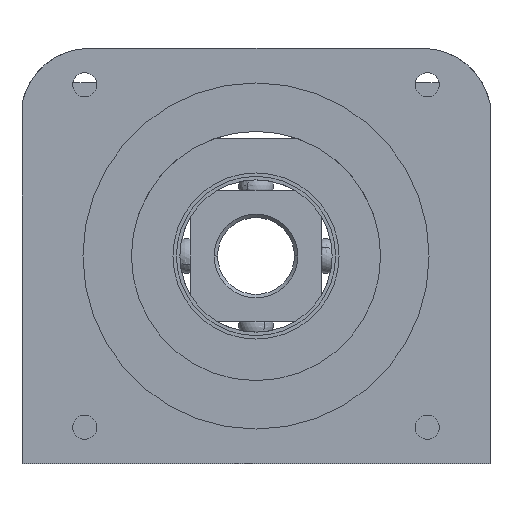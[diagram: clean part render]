
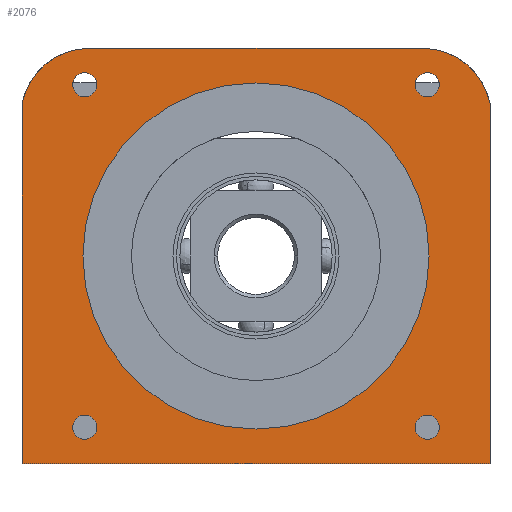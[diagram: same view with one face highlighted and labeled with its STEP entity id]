
A CAD part, left-side view. The second image highlights one B-rep face of the part: STEP entity #2076.
In plain terms, the highlighted planar face has unit normal (-1, 0, 0).
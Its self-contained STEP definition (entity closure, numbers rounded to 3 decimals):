
#1906=CARTESIAN_POINT('Vertex',(0.,22.999,-24.749)) ;
#1909=CARTESIAN_POINT('Axis2P3D Location',(0.,24.749,-24.749)) ;
#1913=CARTESIAN_POINT('Vertex',(0.,26.499,-24.749)) ;
#1933=CARTESIAN_POINT('Axis2P3D Location',(0.,24.749,-24.749)) ;
#1945=CARTESIAN_POINT('Axis2P3D Location',(0.,0.,0.)) ;
#1950=CARTESIAN_POINT('Line Origine',(0.,-33.8,-4.005)) ;
#1954=CARTESIAN_POINT('Vertex',(0.,-33.8,21.99)) ;
#1956=CARTESIAN_POINT('Vertex',(0.,-33.8,-30.)) ;
#1959=CARTESIAN_POINT('Axis2P3D Location',(0.,-24.,20.)) ;
#1963=CARTESIAN_POINT('Vertex',(0.,-24.,30.)) ;
#1966=CARTESIAN_POINT('Line Origine',(0.,0.,30.)) ;
#1970=CARTESIAN_POINT('Vertex',(0.,24.,30.)) ;
#1973=CARTESIAN_POINT('Axis2P3D Location',(0.,24.,20.)) ;
#1977=CARTESIAN_POINT('Vertex',(0.,33.8,21.99)) ;
#1980=CARTESIAN_POINT('Line Origine',(0.,33.8,-4.005)) ;
#1984=CARTESIAN_POINT('Vertex',(0.,33.8,-30.)) ;
#1987=CARTESIAN_POINT('Line Origine',(0.,0.,-30.)) ;
#2000=CARTESIAN_POINT('Axis2P3D Location',(0.,0.,0.)) ;
#2004=CARTESIAN_POINT('Vertex',(0.,25.,0.)) ;
#2006=CARTESIAN_POINT('Vertex',(0.,-25.,0.)) ;
#2009=CARTESIAN_POINT('Axis2P3D Location',(0.,0.,0.)) ;
#2018=CARTESIAN_POINT('Axis2P3D Location',(0.,24.749,24.749)) ;
#2022=CARTESIAN_POINT('Vertex',(0.,26.499,24.749)) ;
#2024=CARTESIAN_POINT('Vertex',(0.,22.999,24.749)) ;
#2027=CARTESIAN_POINT('Axis2P3D Location',(0.,24.749,24.749)) ;
#2036=CARTESIAN_POINT('Axis2P3D Location',(0.,-24.749,24.749)) ;
#2040=CARTESIAN_POINT('Vertex',(0.,-26.499,24.749)) ;
#2042=CARTESIAN_POINT('Vertex',(0.,-22.999,24.749)) ;
#2045=CARTESIAN_POINT('Axis2P3D Location',(0.,-24.749,24.749)) ;
#2058=CARTESIAN_POINT('Axis2P3D Location',(0.,-24.749,-24.749)) ;
#2062=CARTESIAN_POINT('Vertex',(0.,-26.499,-24.749)) ;
#2064=CARTESIAN_POINT('Vertex',(0.,-22.999,-24.749)) ;
#2067=CARTESIAN_POINT('Axis2P3D Location',(0.,-24.749,-24.749)) ;
#1910=DIRECTION('Axis2P3D Direction',(1.,0.,0.)) ;
#1934=DIRECTION('Axis2P3D Direction',(1.,0.,0.)) ;
#1946=DIRECTION('Axis2P3D Direction',(1.,0.,0.)) ;
#1947=DIRECTION('Axis2P3D XDirection',(0.,1.,0.)) ;
#1951=DIRECTION('Vector Direction',(0.,0.,-1.)) ;
#1960=DIRECTION('Axis2P3D Direction',(1.,0.,0.)) ;
#1967=DIRECTION('Vector Direction',(0.,1.,0.)) ;
#1974=DIRECTION('Axis2P3D Direction',(1.,0.,0.)) ;
#1981=DIRECTION('Vector Direction',(0.,0.,-1.)) ;
#1988=DIRECTION('Vector Direction',(0.,-1.,0.)) ;
#2001=DIRECTION('Axis2P3D Direction',(1.,0.,0.)) ;
#2010=DIRECTION('Axis2P3D Direction',(1.,0.,0.)) ;
#2019=DIRECTION('Axis2P3D Direction',(1.,0.,0.)) ;
#2028=DIRECTION('Axis2P3D Direction',(1.,0.,0.)) ;
#2037=DIRECTION('Axis2P3D Direction',(1.,0.,0.)) ;
#2046=DIRECTION('Axis2P3D Direction',(1.,0.,0.)) ;
#2059=DIRECTION('Axis2P3D Direction',(1.,0.,0.)) ;
#2068=DIRECTION('Axis2P3D Direction',(1.,0.,0.)) ;
#1911=AXIS2_PLACEMENT_3D('Circle Axis2P3D',#1909,#1910,$) ;
#1935=AXIS2_PLACEMENT_3D('Circle Axis2P3D',#1933,#1934,$) ;
#1948=AXIS2_PLACEMENT_3D('Plane Axis2P3D',#1945,#1946,#1947) ;
#1961=AXIS2_PLACEMENT_3D('Circle Axis2P3D',#1959,#1960,$) ;
#1975=AXIS2_PLACEMENT_3D('Circle Axis2P3D',#1973,#1974,$) ;
#2002=AXIS2_PLACEMENT_3D('Circle Axis2P3D',#2000,#2001,$) ;
#2011=AXIS2_PLACEMENT_3D('Circle Axis2P3D',#2009,#2010,$) ;
#2020=AXIS2_PLACEMENT_3D('Circle Axis2P3D',#2018,#2019,$) ;
#2029=AXIS2_PLACEMENT_3D('Circle Axis2P3D',#2027,#2028,$) ;
#2038=AXIS2_PLACEMENT_3D('Circle Axis2P3D',#2036,#2037,$) ;
#2047=AXIS2_PLACEMENT_3D('Circle Axis2P3D',#2045,#2046,$) ;
#2060=AXIS2_PLACEMENT_3D('Circle Axis2P3D',#2058,#2059,$) ;
#2069=AXIS2_PLACEMENT_3D('Circle Axis2P3D',#2067,#2068,$) ;
#1993=ORIENTED_EDGE('',*,*,#1958,.F.) ;
#1994=ORIENTED_EDGE('',*,*,#1965,.F.) ;
#1995=ORIENTED_EDGE('',*,*,#1972,.F.) ;
#1996=ORIENTED_EDGE('',*,*,#1979,.F.) ;
#1997=ORIENTED_EDGE('',*,*,#1986,.T.) ;
#1998=ORIENTED_EDGE('',*,*,#1991,.F.) ;
#2015=ORIENTED_EDGE('',*,*,#2008,.F.) ;
#2016=ORIENTED_EDGE('',*,*,#2013,.F.) ;
#2033=ORIENTED_EDGE('',*,*,#2026,.T.) ;
#2034=ORIENTED_EDGE('',*,*,#2031,.T.) ;
#2051=ORIENTED_EDGE('',*,*,#2044,.T.) ;
#2052=ORIENTED_EDGE('',*,*,#2049,.T.) ;
#2055=ORIENTED_EDGE('',*,*,#1915,.T.) ;
#2056=ORIENTED_EDGE('',*,*,#1937,.T.) ;
#2073=ORIENTED_EDGE('',*,*,#2066,.T.) ;
#2074=ORIENTED_EDGE('',*,*,#2071,.T.) ;
#2017=FACE_BOUND('',#2014,.T.) ;
#2035=FACE_BOUND('',#2032,.T.) ;
#2053=FACE_BOUND('',#2050,.T.) ;
#2057=FACE_BOUND('',#2054,.T.) ;
#2075=FACE_BOUND('',#2072,.T.) ;
#1952=VECTOR('Line Direction',#1951,1.) ;
#1968=VECTOR('Line Direction',#1967,1.) ;
#1982=VECTOR('Line Direction',#1981,1.) ;
#1989=VECTOR('Line Direction',#1988,1.) ;
#2076=ADVANCED_FACE('\X2\96F64EF651E04F554F53\X0\',(#1999,#2017,#2035,#2053,#2057,#2075),#1949,.F.) ;
#1912=CIRCLE('generated circle',#1911,1.75) ;
#1936=CIRCLE('generated circle',#1935,1.75) ;
#1962=CIRCLE('generated circle',#1961,10.) ;
#1976=CIRCLE('generated circle',#1975,10.) ;
#2003=CIRCLE('generated circle',#2002,25.) ;
#2012=CIRCLE('generated circle',#2011,25.) ;
#2021=CIRCLE('generated circle',#2020,1.75) ;
#2030=CIRCLE('generated circle',#2029,1.75) ;
#2039=CIRCLE('generated circle',#2038,1.75) ;
#2048=CIRCLE('generated circle',#2047,1.75) ;
#2061=CIRCLE('generated circle',#2060,1.75) ;
#2070=CIRCLE('generated circle',#2069,1.75) ;
#1915=EDGE_CURVE('',#1914,#1907,#1912,.T.) ;
#1937=EDGE_CURVE('',#1907,#1914,#1936,.T.) ;
#1958=EDGE_CURVE('',#1955,#1957,#1953,.T.) ;
#1965=EDGE_CURVE('',#1964,#1955,#1962,.T.) ;
#1972=EDGE_CURVE('',#1971,#1964,#1969,.F.) ;
#1979=EDGE_CURVE('',#1978,#1971,#1976,.T.) ;
#1986=EDGE_CURVE('',#1978,#1985,#1983,.T.) ;
#1991=EDGE_CURVE('',#1957,#1985,#1990,.F.) ;
#2008=EDGE_CURVE('',#2005,#2007,#2003,.F.) ;
#2013=EDGE_CURVE('',#2007,#2005,#2012,.F.) ;
#2026=EDGE_CURVE('',#2023,#2025,#2021,.T.) ;
#2031=EDGE_CURVE('',#2025,#2023,#2030,.T.) ;
#2044=EDGE_CURVE('',#2041,#2043,#2039,.T.) ;
#2049=EDGE_CURVE('',#2043,#2041,#2048,.T.) ;
#2066=EDGE_CURVE('',#2063,#2065,#2061,.T.) ;
#2071=EDGE_CURVE('',#2065,#2063,#2070,.T.) ;
#1992=EDGE_LOOP('',(#1993,#1994,#1995,#1996,#1997,#1998)) ;
#2014=EDGE_LOOP('',(#2015,#2016)) ;
#2032=EDGE_LOOP('',(#2033,#2034)) ;
#2050=EDGE_LOOP('',(#2051,#2052)) ;
#2054=EDGE_LOOP('',(#2055,#2056)) ;
#2072=EDGE_LOOP('',(#2073,#2074)) ;
#1999=FACE_OUTER_BOUND('',#1992,.T.) ;
#1953=LINE('Line',#1950,#1952) ;
#1969=LINE('Line',#1966,#1968) ;
#1983=LINE('Line',#1980,#1982) ;
#1990=LINE('Line',#1987,#1989) ;
#1949=PLANE('Plane',#1948) ;
#1907=VERTEX_POINT('',#1906) ;
#1914=VERTEX_POINT('',#1913) ;
#1955=VERTEX_POINT('',#1954) ;
#1957=VERTEX_POINT('',#1956) ;
#1964=VERTEX_POINT('',#1963) ;
#1971=VERTEX_POINT('',#1970) ;
#1978=VERTEX_POINT('',#1977) ;
#1985=VERTEX_POINT('',#1984) ;
#2005=VERTEX_POINT('',#2004) ;
#2007=VERTEX_POINT('',#2006) ;
#2023=VERTEX_POINT('',#2022) ;
#2025=VERTEX_POINT('',#2024) ;
#2041=VERTEX_POINT('',#2040) ;
#2043=VERTEX_POINT('',#2042) ;
#2063=VERTEX_POINT('',#2062) ;
#2065=VERTEX_POINT('',#2064) ;
